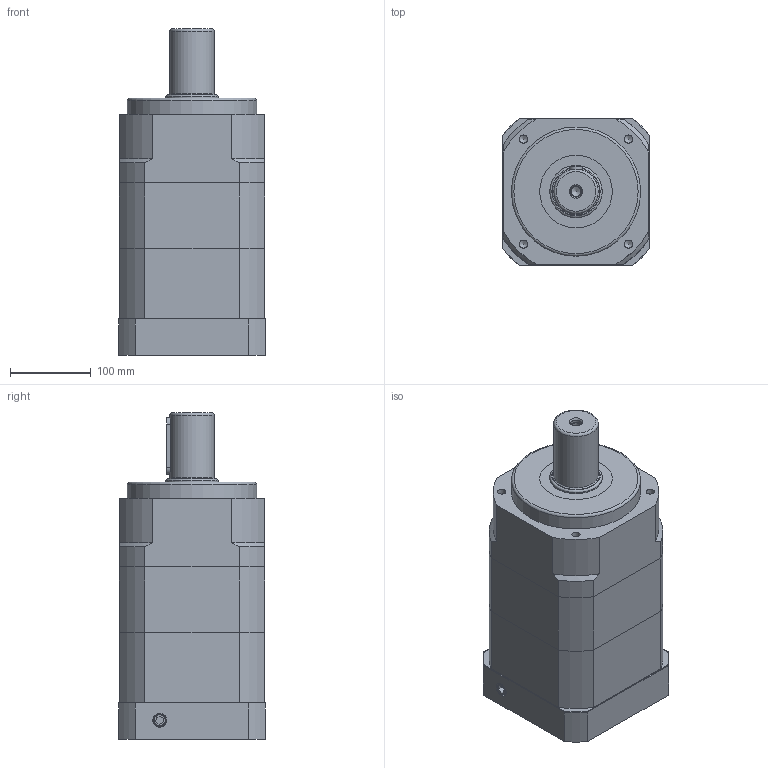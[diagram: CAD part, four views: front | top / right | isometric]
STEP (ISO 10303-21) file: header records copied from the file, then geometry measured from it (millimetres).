
FILE_DESCRIPTION((''),'2;1');
FILE_NAME('KSE-180A.stp','2012-02-15T11:03:01',('young'),(''),'Autodesk Inventor 2012','Autodesk Inventor 2012','');
FILE_SCHEMA(('AUTOMOTIVE_DESIGN { 1 0 10303 214 1 1 1 1 }'));
Length unit declared in the file: millimetre
Products named in the file (1): KSE-180A
Bounding box: 182 x 182 x 404.5 mm (x, y, z)
Volume: 7622586.6 mm3; surface area: 680127.4 mm2
Topology: 17 solids, 17 shells, 468 faces, 1119 edges, 722 vertices
Faces by surface type: plane 250, cylinder 116, cone 81, torus 12, bspline 9
Full cylindrical faces by diameter (mm): 4.5 x4, 8 x8, 8.5 x4, 8.6 x1, 10 x1, 10.2 x12, 11 x5, 12 x1, 13 x8, 14 x1, 14.275 x2, 14.5 x2, 16 x1, 19 x4, 48 x1, 51 x1, 54.9 x1, 55 x1, 58.2 x1, 59.8 x1, 60 x1, 64.8 x1, 65 x1, 80 x2, 90 x3, 114.3 x1, 155 x1, 160 x1, 165 x2
Entity records: 13674 total; most frequent: CARTESIAN_POINT 3145, DIRECTION 2192, ORIENTED_EDGE 1938, EDGE_CURVE 969, AXIS2_PLACEMENT_3D 833, VERTEX_POINT 695, EDGE_LOOP 682, VECTOR 526
